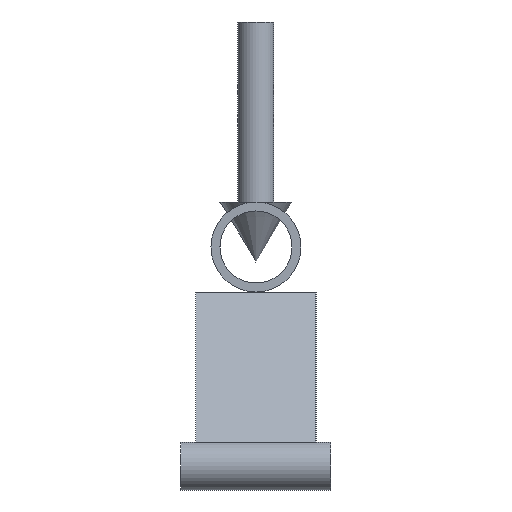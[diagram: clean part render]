
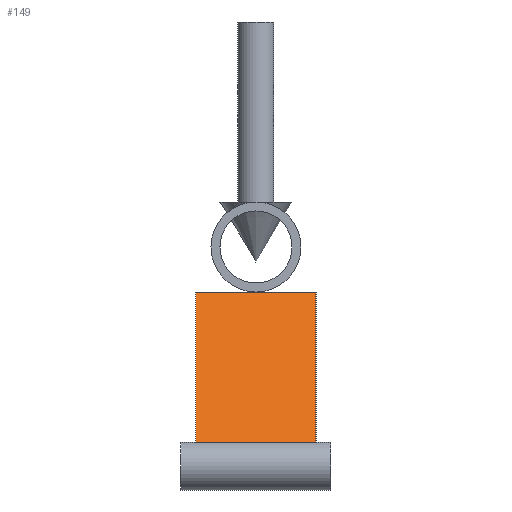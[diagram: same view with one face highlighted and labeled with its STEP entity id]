
A CAD part, left-side view. The second image highlights one B-rep face of the part: STEP entity #149.
In plain terms, the highlighted planar face has unit normal (-0.858, 0, 0.514).
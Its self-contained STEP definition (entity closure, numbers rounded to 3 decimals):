
#124 = VERTEX_POINT('',#125);
#125 = CARTESIAN_POINT('',(0.,20.,-15.));
#131 = EDGE_CURVE('',#132,#124,#134,.T.);
#132 = VERTEX_POINT('',#133);
#133 = CARTESIAN_POINT('',(0.,-20.,-15.));
#134 = LINE('',#135,#136);
#135 = CARTESIAN_POINT('',(0.,-20.,-15.));
#136 = VECTOR('',#137,1.);
#137 = DIRECTION('',(0.,1.,0.));
#149 = ADVANCED_FACE('',(#150),#175,.T.);
#150 = FACE_BOUND('',#151,.T.);
#151 = EDGE_LOOP('',(#152,#153,#161,#169));
#152 = ORIENTED_EDGE('',*,*,#131,.T.);
#153 = ORIENTED_EDGE('',*,*,#154,.T.);
#154 = EDGE_CURVE('',#124,#155,#157,.T.);
#155 = VERTEX_POINT('',#156);
#156 = CARTESIAN_POINT('',(-30.,20.,-65.));
#157 = LINE('',#158,#159);
#158 = CARTESIAN_POINT('',(0.,20.,-15.));
#159 = VECTOR('',#160,1.);
#160 = DIRECTION('',(-0.514,0.,-0.857));
#161 = ORIENTED_EDGE('',*,*,#162,.F.);
#162 = EDGE_CURVE('',#163,#155,#165,.T.);
#163 = VERTEX_POINT('',#164);
#164 = CARTESIAN_POINT('',(-30.,-20.,-65.));
#165 = LINE('',#166,#167);
#166 = CARTESIAN_POINT('',(-30.,-20.,-65.));
#167 = VECTOR('',#168,1.);
#168 = DIRECTION('',(0.,1.,0.));
#169 = ORIENTED_EDGE('',*,*,#170,.F.);
#170 = EDGE_CURVE('',#132,#163,#171,.T.);
#171 = LINE('',#172,#173);
#172 = CARTESIAN_POINT('',(0.,-20.,-15.));
#173 = VECTOR('',#174,1.);
#174 = DIRECTION('',(-0.514,0.,-0.857));
#175 = PLANE('',#176);
#176 = AXIS2_PLACEMENT_3D('',#177,#178,#179);
#177 = CARTESIAN_POINT('',(0.,-20.,-15.));
#178 = DIRECTION('',(-0.857,0.,0.514));
#179 = DIRECTION('',(-0.514,0.,-0.857));
